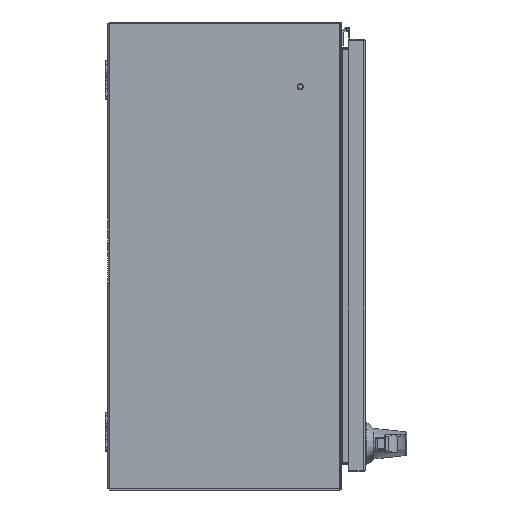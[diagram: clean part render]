
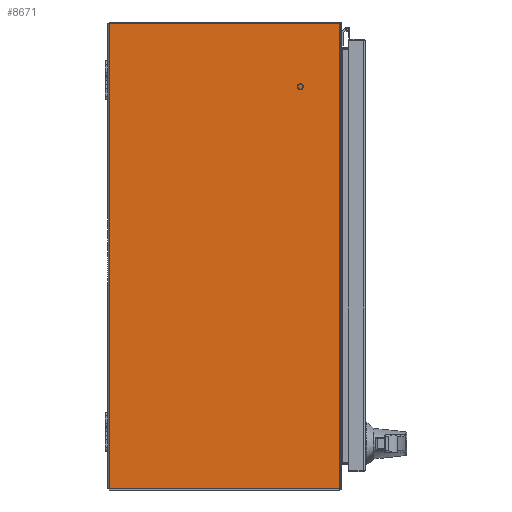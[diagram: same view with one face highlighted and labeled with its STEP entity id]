
A CAD part, front view. The second image highlights one B-rep face of the part: STEP entity #8671.
In plain terms, the highlighted face is planar.
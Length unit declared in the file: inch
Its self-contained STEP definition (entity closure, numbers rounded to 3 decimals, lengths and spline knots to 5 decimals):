
#5596 = VECTOR ( 'NONE', #9822, 39.37008 ) ;
#7675 = LINE ( 'NONE', #21198, #53072 ) ;
#7705 = EDGE_CURVE ( 'NONE', #21952, #70241, #14409, .T. ) ;
#8671 = ADVANCED_FACE ( 'NONE', ( #84770 ), #41014, .F. ) ;
#9822 = DIRECTION ( 'NONE',  ( 0., -1., 0. ) ) ;
#11487 = ORIENTED_EDGE ( 'NONE', *, *, #99600, .T. ) ;
#14409 = LINE ( 'NONE', #49980, #5596 ) ;
#18008 = DIRECTION ( 'NONE',  ( 0., 1., 0. ) ) ;
#19254 = EDGE_CURVE ( 'NONE', #21952, #95384, #7675, .T. ) ;
#19532 = ORIENTED_EDGE ( 'NONE', *, *, #7705, .T. ) ;
#21198 = CARTESIAN_POINT ( 'NONE',  ( 11.928, -0.108, -12. ) ) ;
#21476 = VERTEX_POINT ( 'NONE', #41714 ) ;
#21952 = VERTEX_POINT ( 'NONE', #53950 ) ;
#25130 = DIRECTION ( 'NONE',  ( 0., -1., 0. ) ) ;
#27380 = LINE ( 'NONE', #34580, #61413 ) ;
#34580 = CARTESIAN_POINT ( 'NONE',  ( -11.928, 0., -12. ) ) ;
#41014 = PLANE ( 'NONE',  #89071 ) ;
#41714 = CARTESIAN_POINT ( 'NONE',  ( -11.928, -11.892, -12. ) ) ;
#42663 = VECTOR ( 'NONE', #92496, 39.37008 ) ;
#44619 = ORIENTED_EDGE ( 'NONE', *, *, #77350, .F. ) ;
#48721 = DIRECTION ( 'NONE',  ( 0., 0., 1. ) ) ;
#49980 = CARTESIAN_POINT ( 'NONE',  ( 11.928, -0.072, -12. ) ) ;
#52498 = EDGE_LOOP ( 'NONE', ( #52827, #19532, #44619, #11487 ) ) ;
#52827 = ORIENTED_EDGE ( 'NONE', *, *, #19254, .F. ) ;
#52925 = CARTESIAN_POINT ( 'NONE',  ( 11.928, -11.892, -12. ) ) ;
#53072 = VECTOR ( 'NONE', #92139, 39.37008 ) ;
#53950 = CARTESIAN_POINT ( 'NONE',  ( 11.928, -0.108, -12. ) ) ;
#61413 = VECTOR ( 'NONE', #18008, 39.37008 ) ;
#68505 = CARTESIAN_POINT ( 'NONE',  ( 11.928, -11.892, -12. ) ) ;
#70241 = VERTEX_POINT ( 'NONE', #68505 ) ;
#77350 = EDGE_CURVE ( 'NONE', #21476, #70241, #85524, .T. ) ;
#81190 = CARTESIAN_POINT ( 'NONE',  ( 11.928, -12., -12. ) ) ;
#84770 = FACE_OUTER_BOUND ( 'NONE', #52498, .T. ) ;
#85524 = LINE ( 'NONE', #52925, #42663 ) ;
#89071 = AXIS2_PLACEMENT_3D ( 'NONE', #81190, #48721, #25130 ) ;
#92139 = DIRECTION ( 'NONE',  ( -1., 0., 0. ) ) ;
#92496 = DIRECTION ( 'NONE',  ( 1., 0., 0. ) ) ;
#95384 = VERTEX_POINT ( 'NONE', #102107 ) ;
#99600 = EDGE_CURVE ( 'NONE', #21476, #95384, #27380, .T. ) ;
#102107 = CARTESIAN_POINT ( 'NONE',  ( -11.928, -0.108, -12. ) ) ;
